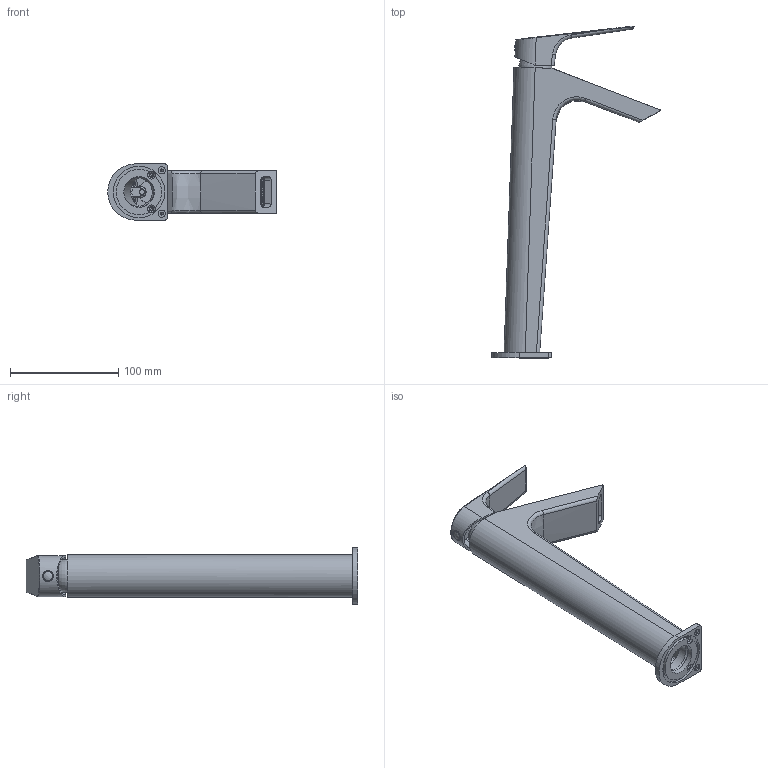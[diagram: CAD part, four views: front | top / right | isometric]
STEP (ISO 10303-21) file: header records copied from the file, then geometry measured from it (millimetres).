
FILE_DESCRIPTION (( 'STEP AP203' ), '1' );
FILE_NAME ('21AP02397.STEP', '2021-03-22T07:39:51', ( '' ), ( '' ), 'SwSTEP 2.0', 'SolidWorks 2018', '' );
FILE_SCHEMA (( 'CONFIG_CONTROL_DESIGN' ));
Length unit declared in the file: millimetre
Products named in the file (1): 21AP02397
Bounding box: 155.96 x 306.97 x 52 mm (x, y, z)
Volume: 179153.1 mm3; surface area: 113482 mm2
Topology: 6 solids, 6 shells, 605 faces, 1619 edges, 1014 vertices
Faces by surface type: plane 302, cylinder 160, bspline 97, cone 43, torus 2, sphere 1
Full cylindrical faces by diameter (mm): 1 x2, 1.3 x1, 3.3 x2, 4.2 x2, 4.5 x1, 6.7 x2, 6.8 x1, 7 x2, 9.5 x1, 10 x1, 20 x1, 23.6 x1, 23.8 x2, 24 x2, 25.5 x1, 26.1 x2, 26.5 x1, 28 x1, 28.2 x1, 29.4 x1, 48 x1
Entity records: 25481 total; most frequent: CARTESIAN_POINT 11667, ORIENTED_EDGE 3108, DIRECTION 2443, EDGE_CURVE 1554, VERTEX_POINT 1001, LINE 885, VECTOR 885, AXIS2_PLACEMENT_3D 779
